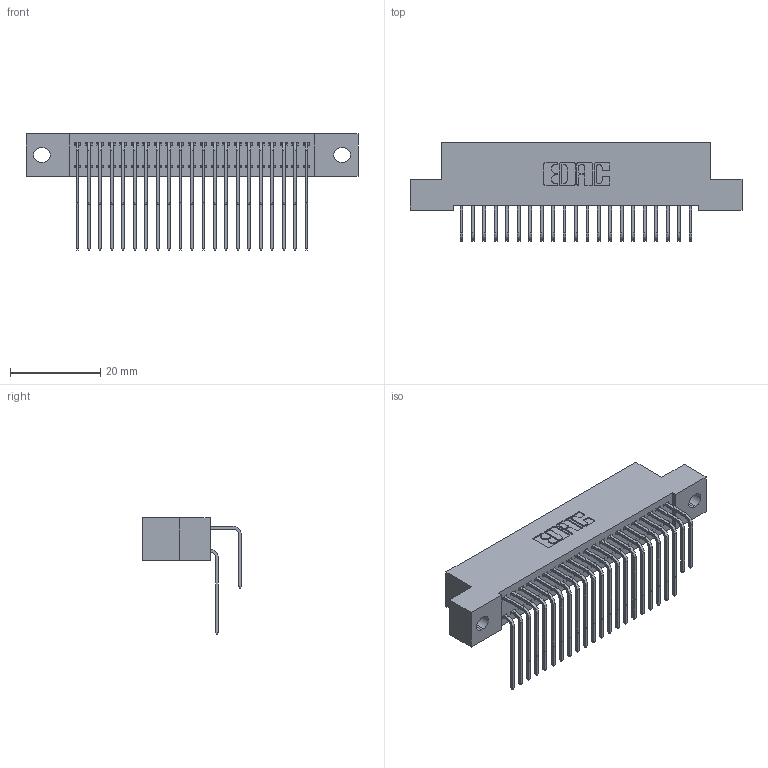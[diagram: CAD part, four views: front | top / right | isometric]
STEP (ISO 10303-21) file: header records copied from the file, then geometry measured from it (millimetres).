
FILE_DESCRIPTION (( 'STEP AP203' ), '1' );
FILE_NAME ('342-042-558-202.STEP', '2018-08-12T13:26:06', ( '' ), ( '' ), 'SwSTEP 2.0', 'SolidWorks 2016', '' );
FILE_SCHEMA (( 'CONFIG_CONTROL_DESIGN' ));
Length unit declared in the file: inch
Products named in the file (4): 342 Part_.128 Slot; 345-292-001_558 559 Tail - 1; 345-292-001_558 Tail - 2; 342-042-558-202
Assembly tree (43 placements, depth 2):
  342-042-558-202
    342 Part_.128 Slot
    345-292-001_558 559 Tail - 1  x21
    345-292-001_558 Tail - 2  x21
Bounding box: 73.66 x 21.91 x 25.78 mm (x, y, z)
Volume: 6709.1 mm3; surface area: 11258.8 mm2
Topology: 43 solids, 43 shells, 2382 faces, 7073 edges, 4658 vertices
Faces by surface type: plane 1666, cylinder 716
Entity records: 18013 total; most frequent: CARTESIAN_POINT 3061, ORIENTED_EDGE 2946, DIRECTION 2633, EDGE_CURVE 1473, VECTOR 1305, LINE 1305, VERTEX_POINT 978, AXIS2_PLACEMENT_3D 664
